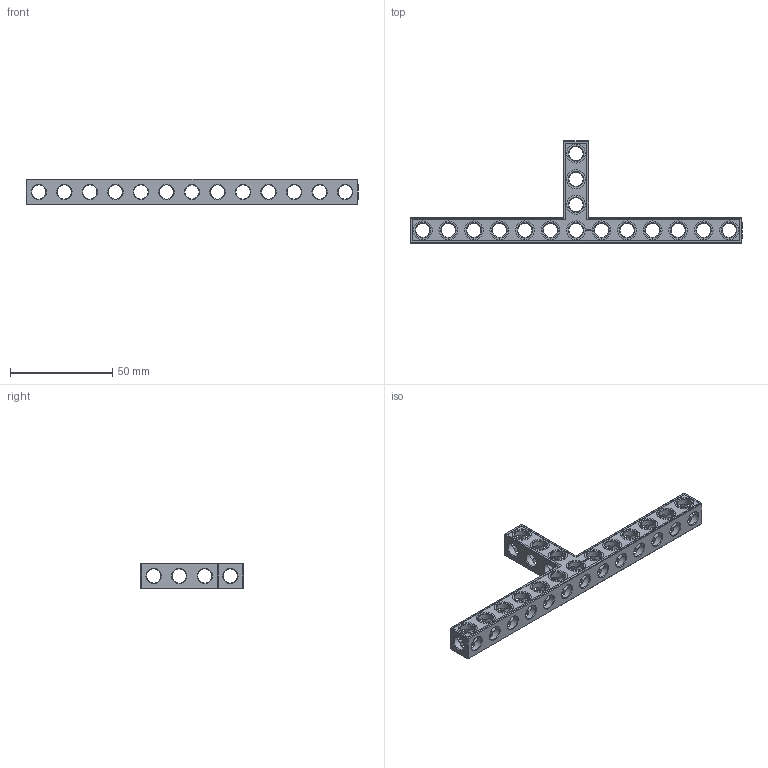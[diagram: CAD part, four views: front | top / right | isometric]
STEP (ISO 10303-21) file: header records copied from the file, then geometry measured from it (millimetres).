
FILE_DESCRIPTION(('FreeCAD Model'),'2;1');
FILE_NAME('Open CASCADE Shape Model','2022-01-28T12:37:35',( 'Paulo Kiefe'),('STEMFIE.org'),'Open CASCADE STEP processor 7.4', 'FreeCAD','Unknown');
FILE_SCHEMA(('AUTOMOTIVE_DESIGN { 1 0 10303 214 1 1 1 1 }'));
Products named in the file (1): Beam_TSH_SYM_ESS_BU13x04x01_-_SPN-BEM-1097_(stemfie.org)
Bounding box: 162.5 x 50 x 12.5 mm (x, y, z)
Volume: 15634.8 mm3; surface area: 14081.8 mm2
Topology: 1 solids, 1 shells, 692 faces, 2037 edges, 1332 vertices
Faces by surface type: plane 391, extrusion 138, cylinder 97, cone 66
Full cylindrical faces by diameter (mm): 6.98 x14, 7 x67, 9.2 x16
Entity records: 81268 total; most frequent: CARTESIAN_POINT 43019, DIRECTION 6133, VECTOR 4349, LINE 4211, ORIENTED_EDGE 4074, PCURVE 4074, DEFINITIONAL_REPRESENTATION 4074, EDGE_CURVE 2037
